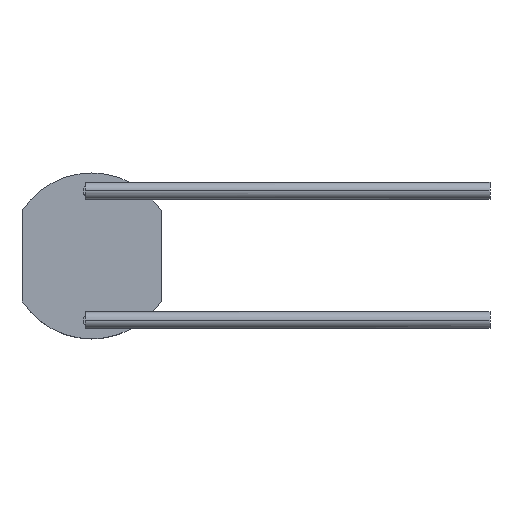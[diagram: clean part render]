
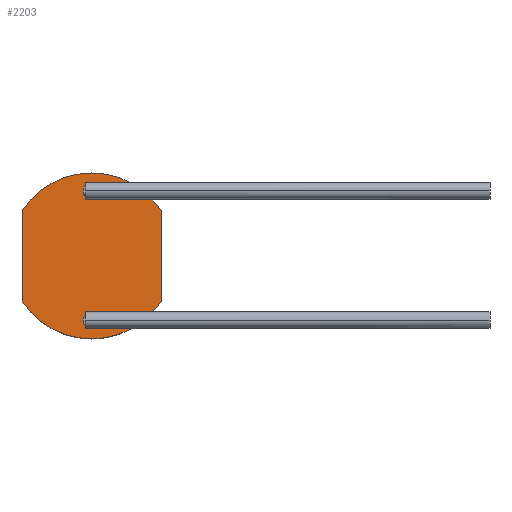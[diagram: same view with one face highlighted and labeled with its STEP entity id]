
A CAD part, top view. The second image highlights one B-rep face of the part: STEP entity #2203.
In plain terms, the highlighted planar face has unit normal (0, 0, 1).
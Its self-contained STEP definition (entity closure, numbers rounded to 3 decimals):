
#82 = EDGE_CURVE ( 'NONE', #280, #1667, #2194, .T. ) ;
#110 = CARTESIAN_POINT ( 'NONE',  ( -2.1, -1.356, 2.4 ) ) ;
#174 = CARTESIAN_POINT ( 'NONE',  ( -0.25, 1.95, 2.4 ) ) ;
#177 = EDGE_LOOP ( 'NONE', ( #2562, #1791, #1019, #2000 ) ) ;
#216 = DIRECTION ( 'NONE',  ( 1., 0., 0. ) ) ;
#262 = FACE_OUTER_BOUND ( 'NONE', #177, .T. ) ;
#280 = VERTEX_POINT ( 'NONE', #2429 ) ;
#361 = CARTESIAN_POINT ( 'NONE',  ( 0., 1.95, 2.4 ) ) ;
#367 = CARTESIAN_POINT ( 'NONE',  ( 0.25, 1.95, 2.4 ) ) ;
#386 = AXIS2_PLACEMENT_3D ( 'NONE', #1460, #1194, #2360 ) ;
#389 = VERTEX_POINT ( 'NONE', #2730 ) ;
#426 = ORIENTED_EDGE ( 'NONE', *, *, #82, .F. ) ;
#448 = CIRCLE ( 'NONE', #2428, 2.5 ) ;
#458 = EDGE_CURVE ( 'NONE', #2055, #1539, #1767, .T. ) ;
#477 = CIRCLE ( 'NONE', #3000, 0.25 ) ;
#668 = EDGE_LOOP ( 'NONE', ( #1377, #2258 ) ) ;
#686 = DIRECTION ( 'NONE',  ( 0., 0., 1. ) ) ;
#713 = DIRECTION ( 'NONE',  ( 0., 0., 1. ) ) ;
#714 = CIRCLE ( 'NONE', #2407, 2.5 ) ;
#733 = CARTESIAN_POINT ( 'NONE',  ( -2.1, 0., 2.4 ) ) ;
#741 = VERTEX_POINT ( 'NONE', #2492 ) ;
#764 = DIRECTION ( 'NONE',  ( 0., 0., 1. ) ) ;
#908 = EDGE_CURVE ( 'NONE', #389, #2318, #1363, .T. ) ;
#977 = FACE_BOUND ( 'NONE', #1663, .T. ) ;
#1019 = ORIENTED_EDGE ( 'NONE', *, *, #908, .T. ) ;
#1064 = LINE ( 'NONE', #2452, #2530 ) ;
#1094 = DIRECTION ( 'NONE',  ( 0., 0., 1. ) ) ;
#1194 = DIRECTION ( 'NONE',  ( 0., 0., 1. ) ) ;
#1258 = ORIENTED_EDGE ( 'NONE', *, *, #1517, .F. ) ;
#1330 = EDGE_CURVE ( 'NONE', #1707, #389, #714, .T. ) ;
#1363 = LINE ( 'NONE', #733, #1473 ) ;
#1377 = ORIENTED_EDGE ( 'NONE', *, *, #458, .F. ) ;
#1384 = CARTESIAN_POINT ( 'NONE',  ( 0., 1.95, 2.4 ) ) ;
#1406 = AXIS2_PLACEMENT_3D ( 'NONE', #361, #1094, #1542 ) ;
#1460 = CARTESIAN_POINT ( 'NONE',  ( 0., 0., 2.4 ) ) ;
#1465 = DIRECTION ( 'NONE',  ( 1., 0., 0. ) ) ;
#1473 = VECTOR ( 'NONE', #1813, 1000. ) ;
#1512 = DIRECTION ( 'NONE',  ( 0., 0., 1. ) ) ;
#1517 = EDGE_CURVE ( 'NONE', #1667, #280, #477, .T. ) ;
#1539 = VERTEX_POINT ( 'NONE', #367 ) ;
#1542 = DIRECTION ( 'NONE',  ( 1., 0., 0. ) ) ;
#1663 = EDGE_LOOP ( 'NONE', ( #426, #1258 ) ) ;
#1665 = AXIS2_PLACEMENT_3D ( 'NONE', #1774, #1512, #2919 ) ;
#1667 = VERTEX_POINT ( 'NONE', #2041 ) ;
#1707 = VERTEX_POINT ( 'NONE', #2140 ) ;
#1736 = DIRECTION ( 'NONE',  ( 0., 1., 0. ) ) ;
#1759 = DIRECTION ( 'NONE',  ( 1., 0., 0. ) ) ;
#1767 = CIRCLE ( 'NONE', #2832, 0.25 ) ;
#1774 = CARTESIAN_POINT ( 'NONE',  ( 0., -1.95, 2.4 ) ) ;
#1791 = ORIENTED_EDGE ( 'NONE', *, *, #1330, .T. ) ;
#1813 = DIRECTION ( 'NONE',  ( 0., -1., 0. ) ) ;
#1835 = CIRCLE ( 'NONE', #1406, 0.25 ) ;
#1862 = EDGE_CURVE ( 'NONE', #1539, #2055, #1835, .T. ) ;
#1895 = PLANE ( 'NONE',  #386 ) ;
#2000 = ORIENTED_EDGE ( 'NONE', *, *, #2782, .T. ) ;
#2041 = CARTESIAN_POINT ( 'NONE',  ( -0.25, -1.95, 2.4 ) ) ;
#2055 = VERTEX_POINT ( 'NONE', #174 ) ;
#2096 = FACE_BOUND ( 'NONE', #668, .T. ) ;
#2140 = CARTESIAN_POINT ( 'NONE',  ( 2.1, 1.356, 2.4 ) ) ;
#2194 = CIRCLE ( 'NONE', #1665, 0.25 ) ;
#2203 = ADVANCED_FACE ( 'NONE', ( #262, #2096, #977 ), #1895, .T. ) ;
#2242 = CARTESIAN_POINT ( 'NONE',  ( 0., -1.95, 2.4 ) ) ;
#2258 = ORIENTED_EDGE ( 'NONE', *, *, #1862, .F. ) ;
#2318 = VERTEX_POINT ( 'NONE', #110 ) ;
#2360 = DIRECTION ( 'NONE',  ( 1., 0., 0. ) ) ;
#2407 = AXIS2_PLACEMENT_3D ( 'NONE', #2997, #686, #2565 ) ;
#2428 = AXIS2_PLACEMENT_3D ( 'NONE', #2852, #764, #1465 ) ;
#2429 = CARTESIAN_POINT ( 'NONE',  ( 0.25, -1.95, 2.4 ) ) ;
#2452 = CARTESIAN_POINT ( 'NONE',  ( 2.1, 0., 2.4 ) ) ;
#2492 = CARTESIAN_POINT ( 'NONE',  ( 2.1, -1.356, 2.4 ) ) ;
#2530 = VECTOR ( 'NONE', #1736, 1000. ) ;
#2562 = ORIENTED_EDGE ( 'NONE', *, *, #2839, .T. ) ;
#2565 = DIRECTION ( 'NONE',  ( 1., 0., 0. ) ) ;
#2730 = CARTESIAN_POINT ( 'NONE',  ( -2.1, 1.356, 2.4 ) ) ;
#2782 = EDGE_CURVE ( 'NONE', #2318, #741, #448, .T. ) ;
#2832 = AXIS2_PLACEMENT_3D ( 'NONE', #1384, #713, #216 ) ;
#2839 = EDGE_CURVE ( 'NONE', #741, #1707, #1064, .T. ) ;
#2852 = CARTESIAN_POINT ( 'NONE',  ( 0., 0., 2.4 ) ) ;
#2919 = DIRECTION ( 'NONE',  ( 1., 0., 0. ) ) ;
#2920 = DIRECTION ( 'NONE',  ( 0., 0., 1. ) ) ;
#2997 = CARTESIAN_POINT ( 'NONE',  ( 0., 0., 2.4 ) ) ;
#3000 = AXIS2_PLACEMENT_3D ( 'NONE', #2242, #2920, #1759 ) ;
